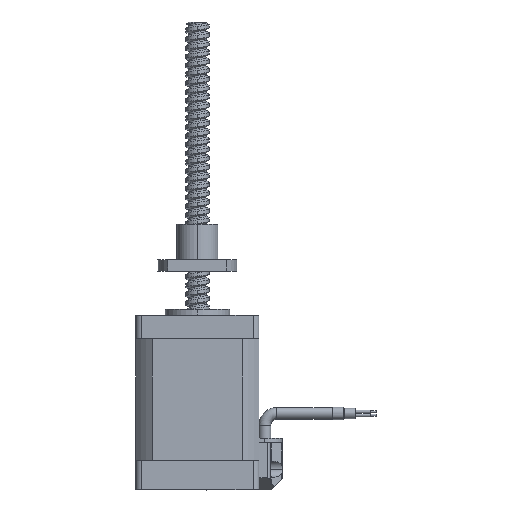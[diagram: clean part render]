
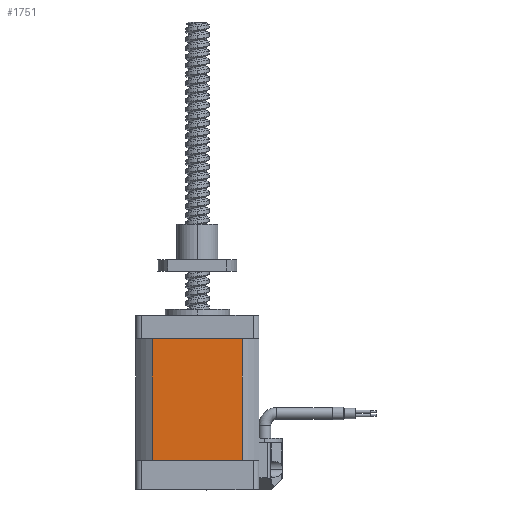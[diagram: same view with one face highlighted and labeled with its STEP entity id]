
A CAD part, left-side view. The second image highlights one B-rep face of the part: STEP entity #1751.
In plain terms, the highlighted planar face has unit normal (-1, 0, 0).
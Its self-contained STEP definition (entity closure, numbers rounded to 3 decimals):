
#636 = EDGE_CURVE ( 'NONE', #2648, #8563, #13615, .T. ) ;
#814 = ORIENTED_EDGE ( 'NONE', *, *, #4838, .F. ) ;
#1245 = LINE ( 'NONE', #3810, #1714 ) ;
#1246 = VECTOR ( 'NONE', #2966, 1000. ) ;
#1714 = VECTOR ( 'NONE', #13302, 1000. ) ;
#1751 = ADVANCED_FACE ( 'NONE', ( #7510 ), #14601, .F. ) ;
#2591 = ORIENTED_EDGE ( 'NONE', *, *, #9091, .F. ) ;
#2648 = VERTEX_POINT ( 'NONE', #8076 ) ;
#2966 = DIRECTION ( 'NONE',  ( 0., 0., -1. ) ) ;
#3482 = AXIS2_PLACEMENT_3D ( 'NONE', #8753, #3941, #13503 ) ;
#3534 = ORIENTED_EDGE ( 'NONE', *, *, #636, .T. ) ;
#3789 = LINE ( 'NONE', #7364, #14896 ) ;
#3810 = CARTESIAN_POINT ( 'NONE',  ( -21., 19., 51.6 ) ) ;
#3900 = CARTESIAN_POINT ( 'NONE',  ( -21., 19., 10. ) ) ;
#3941 = DIRECTION ( 'NONE',  ( 1., 0., 0. ) ) ;
#4526 = EDGE_CURVE ( 'NONE', #6209, #10016, #1245, .T. ) ;
#4838 = EDGE_CURVE ( 'NONE', #6209, #8563, #6522, .T. ) ;
#6209 = VERTEX_POINT ( 'NONE', #7613 ) ;
#6522 = LINE ( 'NONE', #14709, #1246 ) ;
#7323 = ORIENTED_EDGE ( 'NONE', *, *, #4526, .T. ) ;
#7364 = CARTESIAN_POINT ( 'NONE',  ( -21., 15.33, 133.874 ) ) ;
#7510 = FACE_OUTER_BOUND ( 'NONE', #7737, .T. ) ;
#7613 = CARTESIAN_POINT ( 'NONE',  ( -21., -15.33, 51.6 ) ) ;
#7737 = EDGE_LOOP ( 'NONE', ( #814, #7323, #2591, #3534 ) ) ;
#8076 = CARTESIAN_POINT ( 'NONE',  ( -21., 15.33, 10. ) ) ;
#8563 = VERTEX_POINT ( 'NONE', #12942 ) ;
#8753 = CARTESIAN_POINT ( 'NONE',  ( -21., 19., 59.6 ) ) ;
#9021 = CARTESIAN_POINT ( 'NONE',  ( -21., 15.33, 51.6 ) ) ;
#9091 = EDGE_CURVE ( 'NONE', #2648, #10016, #3789, .T. ) ;
#10016 = VERTEX_POINT ( 'NONE', #9021 ) ;
#10117 = DIRECTION ( 'NONE',  ( 0., -1., 0. ) ) ;
#12942 = CARTESIAN_POINT ( 'NONE',  ( -21., -15.33, 10. ) ) ;
#13198 = DIRECTION ( 'NONE',  ( 0., 0., 1. ) ) ;
#13302 = DIRECTION ( 'NONE',  ( 0., 1., 0. ) ) ;
#13503 = DIRECTION ( 'NONE',  ( 0., 1., 0. ) ) ;
#13524 = VECTOR ( 'NONE', #10117, 1000. ) ;
#13615 = LINE ( 'NONE', #3900, #13524 ) ;
#14601 = PLANE ( 'NONE',  #3482 ) ;
#14709 = CARTESIAN_POINT ( 'NONE',  ( -21., -15.33, 133.874 ) ) ;
#14896 = VECTOR ( 'NONE', #13198, 1000. ) ;
